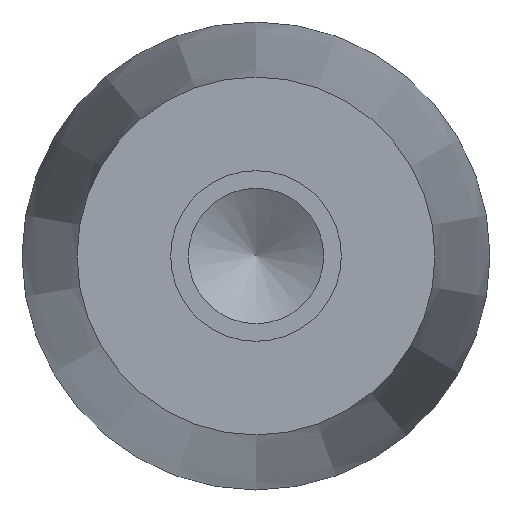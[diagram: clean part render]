
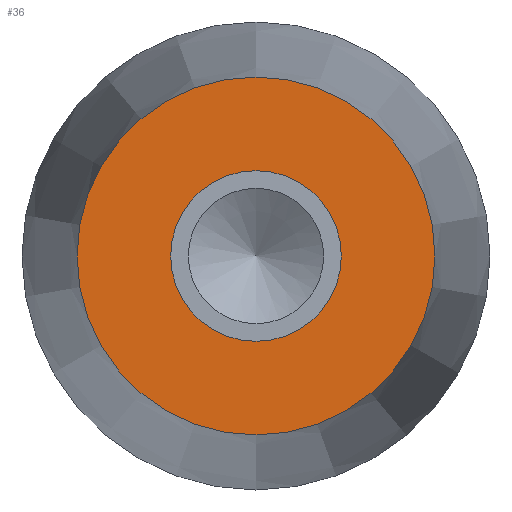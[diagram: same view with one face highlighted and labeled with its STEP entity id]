
A CAD part, front view. The second image highlights one B-rep face of the part: STEP entity #36.
In plain terms, the highlighted planar face has unit normal (0, -1, 0).
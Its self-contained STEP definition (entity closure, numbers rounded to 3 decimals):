
#36 = ADVANCED_FACE( '', ( #73, #74 ), #75, .F. );
#73 = FACE_BOUND( '', #112, .T. );
#74 = FACE_OUTER_BOUND( '', #113, .T. );
#75 = PLANE( '', #114 );
#112 = EDGE_LOOP( '', ( #149 ) );
#113 = EDGE_LOOP( '', ( #150 ) );
#114 = AXIS2_PLACEMENT_3D( '', #151, #152, #153 );
#149 = ORIENTED_EDGE( '', *, *, #191, .F. );
#150 = ORIENTED_EDGE( '', *, *, #192, .T. );
#151 = CARTESIAN_POINT( '', ( 6.5, 0., 0. ) );
#152 = DIRECTION( '', ( 0., 1., 0. ) );
#153 = DIRECTION( '', ( 0., 0., 1. ) );
#191 = EDGE_CURVE( '', #210, #210, #211, .T. );
#192 = EDGE_CURVE( '', #212, #212, #213, .T. );
#210 = VERTEX_POINT( '', #232 );
#211 = CIRCLE( '', #233, 3.1 );
#212 = VERTEX_POINT( '', #234 );
#213 = CIRCLE( '', #235, 6.5 );
#232 = CARTESIAN_POINT( '', ( 0., 0., -3.1 ) );
#233 = AXIS2_PLACEMENT_3D( '', #254, #255, #256 );
#234 = CARTESIAN_POINT( '', ( 0., 0., -6.5 ) );
#235 = AXIS2_PLACEMENT_3D( '', #257, #258, #259 );
#254 = CARTESIAN_POINT( '', ( 0., 0., 0. ) );
#255 = DIRECTION( '', ( 0., -1., 0. ) );
#256 = DIRECTION( '', ( 0., 0., -1. ) );
#257 = CARTESIAN_POINT( '', ( 0., 0., 0. ) );
#258 = DIRECTION( '', ( 0., -1., 0. ) );
#259 = DIRECTION( '', ( 0., 0., -1. ) );
